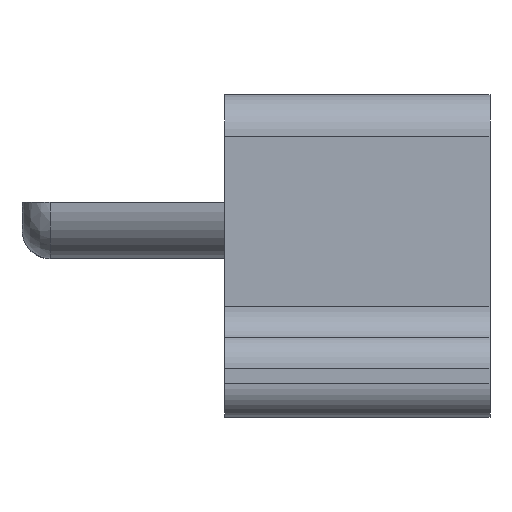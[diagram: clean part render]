
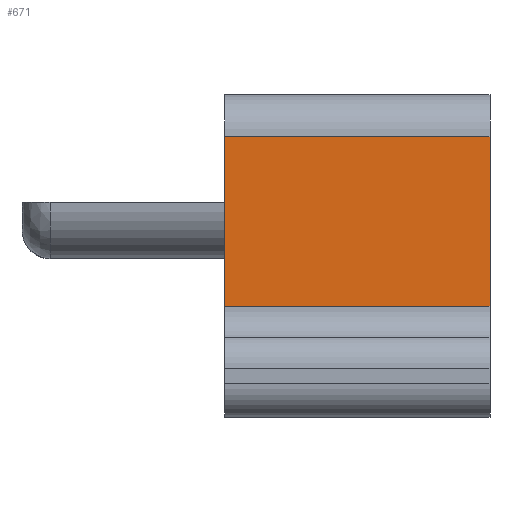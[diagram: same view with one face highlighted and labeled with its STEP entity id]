
A CAD part, top view. The second image highlights one B-rep face of the part: STEP entity #671.
In plain terms, the highlighted planar face has unit normal (0, 0, 1).
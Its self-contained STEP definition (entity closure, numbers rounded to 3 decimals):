
#26=PLANE('',#751);
#47=FACE_OUTER_BOUND('',#83,.T.);
#83=EDGE_LOOP('',(#531,#532,#533,#534));
#120=LINE('',#1057,#179);
#134=LINE('',#1101,#193);
#142=LINE('',#1130,#201);
#145=LINE('',#1136,#204);
#179=VECTOR('',#832,10.);
#193=VECTOR('',#876,10.);
#201=VECTOR('',#902,10.);
#204=VECTOR('',#911,10.);
#293=VERTEX_POINT('',#1054);
#294=VERTEX_POINT('',#1056);
#308=VERTEX_POINT('',#1098);
#309=VERTEX_POINT('',#1100);
#361=EDGE_CURVE('',#293,#294,#120,.T.);
#383=EDGE_CURVE('',#308,#309,#134,.T.);
#399=EDGE_CURVE('',#309,#293,#142,.T.);
#402=EDGE_CURVE('',#294,#308,#145,.T.);
#531=ORIENTED_EDGE('',*,*,#399,.F.);
#532=ORIENTED_EDGE('',*,*,#383,.F.);
#533=ORIENTED_EDGE('',*,*,#402,.F.);
#534=ORIENTED_EDGE('',*,*,#361,.F.);
#671=ADVANCED_FACE('',(#47),#26,.T.);
#751=AXIS2_PLACEMENT_3D('',#1135,#909,#910);
#832=DIRECTION('',(0.,-1.,0.));
#876=DIRECTION('',(0.,1.,0.));
#902=DIRECTION('',(1.,0.,0.));
#909=DIRECTION('center_axis',(0.,0.,1.));
#910=DIRECTION('ref_axis',(0.,-1.,0.));
#911=DIRECTION('',(-1.,0.,0.));
#1054=CARTESIAN_POINT('',(363.803,127.125,83.378));
#1056=CARTESIAN_POINT('',(363.803,121.077,83.378));
#1057=CARTESIAN_POINT('',(363.803,127.83,83.378));
#1098=CARTESIAN_POINT('',(354.353,121.077,83.378));
#1100=CARTESIAN_POINT('',(354.353,127.125,83.378));
#1101=CARTESIAN_POINT('',(354.353,127.945,83.378));
#1130=CARTESIAN_POINT('',(354.353,127.125,83.378));
#1135=CARTESIAN_POINT('Origin',(354.353,130.445,83.378));
#1136=CARTESIAN_POINT('',(354.353,121.077,83.378));
